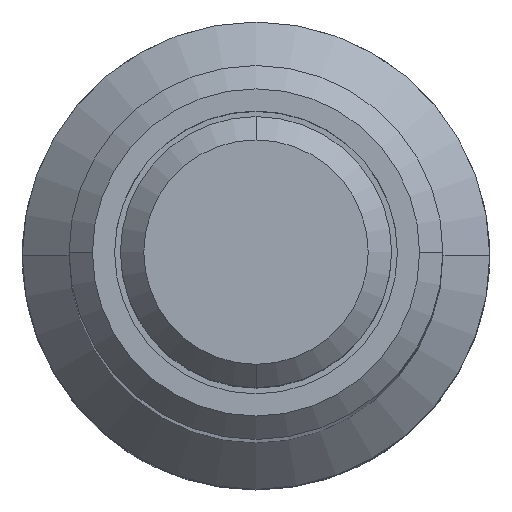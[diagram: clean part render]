
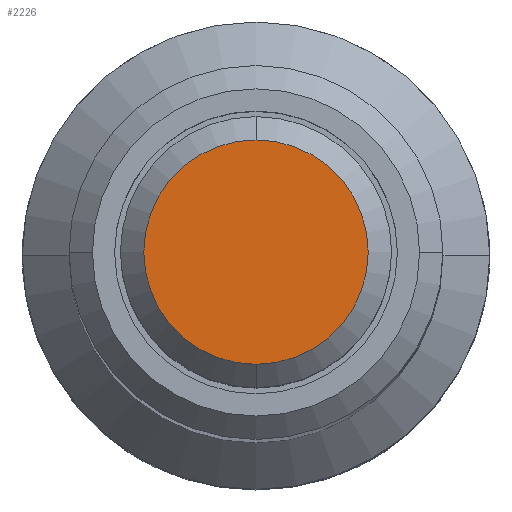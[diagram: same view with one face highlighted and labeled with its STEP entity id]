
A CAD part, top view. The second image highlights one B-rep face of the part: STEP entity #2226.
In plain terms, the highlighted planar face has unit normal (0, 0, 1).
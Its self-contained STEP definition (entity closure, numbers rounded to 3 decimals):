
#697=CARTESIAN_POINT('',(0.,0.,44.4));
#698=DIRECTION('',(0.,0.,-1.));
#699=DIRECTION('',(0.,-1.,0.));
#700=AXIS2_PLACEMENT_3D('',#697,#698,#699);
#702=CARTESIAN_POINT('',(0.,0.,44.4));
#703=DIRECTION('',(0.,0.,-1.));
#704=DIRECTION('',(0.,1.,0.));
#705=AXIS2_PLACEMENT_3D('',#702,#703,#704);
#843=CARTESIAN_POINT('',(0.,-2.4,44.4));
#844=CARTESIAN_POINT('',(0.,2.4,44.4));
#845=VERTEX_POINT('',#843);
#846=VERTEX_POINT('',#844);
#2217=CARTESIAN_POINT('',(0.,0.,44.4));
#2218=DIRECTION('',(0.,0.,1.));
#2219=DIRECTION('',(0.,1.,0.));
#2220=AXIS2_PLACEMENT_3D('',#2217,#2218,#2219);
#2221=PLANE('',#2220);
#2222=ORIENTED_EDGE('',*,*,#2204,.T.);
#2223=ORIENTED_EDGE('',*,*,#2183,.T.);
#2224=EDGE_LOOP('',(#2222,#2223));
#2225=FACE_OUTER_BOUND('',#2224,.F.);
#2226=ADVANCED_FACE('',(#2225),#2221,.T.);
#701=CIRCLE('',#700,2.4);
#706=CIRCLE('',#705,2.4);
#2183=EDGE_CURVE('',#846,#845,#706,.T.);
#2204=EDGE_CURVE('',#845,#846,#701,.T.);
